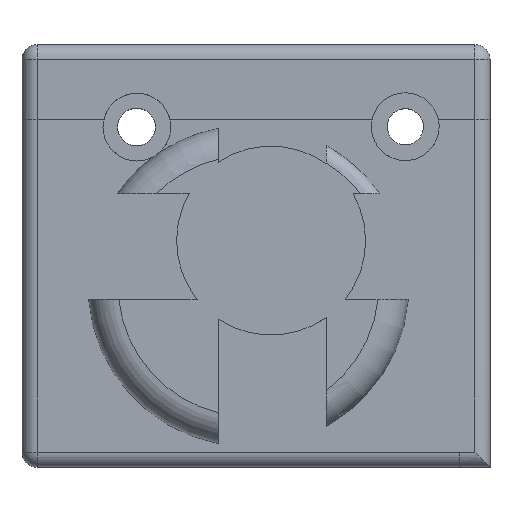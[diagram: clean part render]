
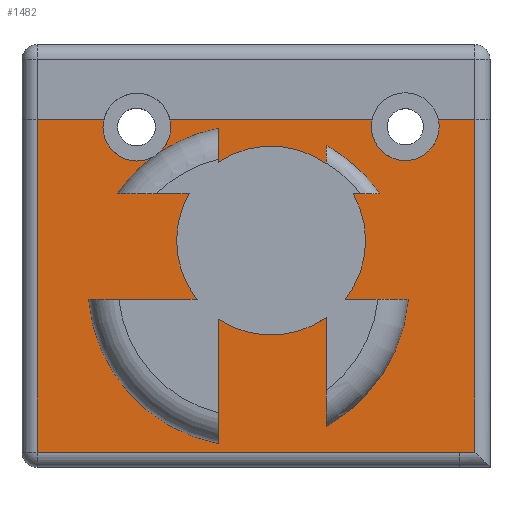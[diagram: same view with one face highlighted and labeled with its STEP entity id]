
A CAD part, top view. The second image highlights one B-rep face of the part: STEP entity #1482.
In plain terms, the highlighted planar face has unit normal (0, 0, 1).
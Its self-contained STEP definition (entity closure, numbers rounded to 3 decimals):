
#68=PLANE('',#1602);
#134=FACE_OUTER_BOUND('',#215,.T.);
#215=EDGE_LOOP('',(#1240,#1241,#1242,#1243,#1244,#1245,#1246,#1247,#1248,
#1249,#1250,#1251,#1252,#1253,#1254,#1255,#1256,#1257,#1258,#1259,#1260,
#1261,#1262,#1263,#1264,#1265,#1266,#1267,#1268));
#286=LINE('',#2209,#438);
#293=LINE('',#2225,#445);
#295=LINE('',#2231,#447);
#326=LINE('',#2313,#478);
#331=LINE('',#2331,#483);
#335=LINE('',#2344,#487);
#336=LINE('',#2347,#488);
#345=LINE('',#2368,#497);
#346=LINE('',#2370,#498);
#347=LINE('',#2372,#499);
#348=LINE('',#2375,#500);
#349=LINE('',#2377,#501);
#350=LINE('',#2379,#502);
#351=LINE('',#2382,#503);
#352=LINE('',#2384,#504);
#353=LINE('',#2386,#505);
#354=LINE('',#2389,#506);
#355=LINE('',#2390,#507);
#356=LINE('',#2392,#508);
#438=VECTOR('',#1762,10.);
#445=VECTOR('',#1775,10.);
#447=VECTOR('',#1779,10.);
#478=VECTOR('',#1866,10.);
#483=VECTOR('',#1887,10.);
#487=VECTOR('',#1903,10.);
#488=VECTOR('',#1908,10.);
#497=VECTOR('',#1937,10.);
#498=VECTOR('',#1938,10.);
#499=VECTOR('',#1939,10.);
#500=VECTOR('',#1942,10.);
#501=VECTOR('',#1943,10.);
#502=VECTOR('',#1944,10.);
#503=VECTOR('',#1947,10.);
#504=VECTOR('',#1948,10.);
#505=VECTOR('',#1949,10.);
#506=VECTOR('',#1952,10.);
#507=VECTOR('',#1953,10.);
#508=VECTOR('',#1954,10.);
#572=CIRCLE('',#1562,2.25);
#573=CIRCLE('',#1563,2.25);
#575=CIRCLE('',#1567,2.25);
#576=CIRCLE('',#1568,2.25);
#577=CIRCLE('',#1569,2.25);
#588=CIRCLE('',#1603,10.63);
#589=CIRCLE('',#1604,10.63);
#590=CIRCLE('',#1605,10.63);
#591=CIRCLE('',#1606,10.63);
#592=CIRCLE('',#1607,10.63);
#657=VERTEX_POINT('',#2203);
#659=VERTEX_POINT('',#2207);
#663=VERTEX_POINT('',#2218);
#665=VERTEX_POINT('',#2223);
#666=VERTEX_POINT('',#2227);
#668=VERTEX_POINT('',#2230);
#679=VERTEX_POINT('',#2273);
#680=VERTEX_POINT('',#2282);
#682=VERTEX_POINT('',#2286);
#683=VERTEX_POINT('',#2289);
#691=VERTEX_POINT('',#2311);
#696=VERTEX_POINT('',#2329);
#699=VERTEX_POINT('',#2343);
#700=VERTEX_POINT('',#2366);
#701=VERTEX_POINT('',#2367);
#702=VERTEX_POINT('',#2369);
#703=VERTEX_POINT('',#2371);
#704=VERTEX_POINT('',#2373);
#705=VERTEX_POINT('',#2376);
#706=VERTEX_POINT('',#2378);
#707=VERTEX_POINT('',#2380);
#708=VERTEX_POINT('',#2383);
#709=VERTEX_POINT('',#2385);
#710=VERTEX_POINT('',#2387);
#711=VERTEX_POINT('',#2391);
#809=EDGE_CURVE('',#657,#659,#286,.T.);
#817=EDGE_CURVE('',#663,#665,#293,.T.);
#819=EDGE_CURVE('',#668,#666,#295,.T.);
#842=EDGE_CURVE('',#679,#657,#572,.T.);
#845=EDGE_CURVE('',#666,#679,#573,.T.);
#849=EDGE_CURVE('',#659,#680,#575,.T.);
#850=EDGE_CURVE('',#682,#663,#576,.T.);
#852=EDGE_CURVE('',#683,#682,#577,.T.);
#864=EDGE_CURVE('',#691,#665,#326,.T.);
#873=EDGE_CURVE('',#696,#691,#331,.T.);
#879=EDGE_CURVE('',#668,#699,#335,.T.);
#881=EDGE_CURVE('',#699,#696,#336,.T.);
#890=EDGE_CURVE('',#700,#701,#345,.T.);
#891=EDGE_CURVE('',#700,#702,#346,.T.);
#892=EDGE_CURVE('',#703,#702,#347,.T.);
#893=EDGE_CURVE('',#704,#703,#588,.T.);
#894=EDGE_CURVE('',#702,#704,#348,.T.);
#895=EDGE_CURVE('',#702,#705,#349,.T.);
#896=EDGE_CURVE('',#706,#705,#350,.T.);
#897=EDGE_CURVE('',#707,#706,#589,.T.);
#898=EDGE_CURVE('',#705,#707,#351,.T.);
#899=EDGE_CURVE('',#705,#708,#352,.T.);
#900=EDGE_CURVE('',#709,#708,#353,.T.);
#901=EDGE_CURVE('',#710,#709,#590,.T.);
#902=EDGE_CURVE('',#708,#710,#354,.T.);
#903=EDGE_CURVE('',#708,#700,#355,.T.);
#904=EDGE_CURVE('',#711,#700,#356,.T.);
#905=EDGE_CURVE('',#683,#711,#591,.T.);
#906=EDGE_CURVE('',#701,#680,#592,.T.);
#1240=ORIENTED_EDGE('',*,*,#890,.F.);
#1241=ORIENTED_EDGE('',*,*,#891,.T.);
#1242=ORIENTED_EDGE('',*,*,#892,.F.);
#1243=ORIENTED_EDGE('',*,*,#893,.F.);
#1244=ORIENTED_EDGE('',*,*,#894,.F.);
#1245=ORIENTED_EDGE('',*,*,#895,.T.);
#1246=ORIENTED_EDGE('',*,*,#896,.F.);
#1247=ORIENTED_EDGE('',*,*,#897,.F.);
#1248=ORIENTED_EDGE('',*,*,#898,.F.);
#1249=ORIENTED_EDGE('',*,*,#899,.T.);
#1250=ORIENTED_EDGE('',*,*,#900,.F.);
#1251=ORIENTED_EDGE('',*,*,#901,.F.);
#1252=ORIENTED_EDGE('',*,*,#902,.F.);
#1253=ORIENTED_EDGE('',*,*,#903,.T.);
#1254=ORIENTED_EDGE('',*,*,#904,.F.);
#1255=ORIENTED_EDGE('',*,*,#905,.F.);
#1256=ORIENTED_EDGE('',*,*,#852,.T.);
#1257=ORIENTED_EDGE('',*,*,#850,.T.);
#1258=ORIENTED_EDGE('',*,*,#817,.T.);
#1259=ORIENTED_EDGE('',*,*,#864,.F.);
#1260=ORIENTED_EDGE('',*,*,#873,.F.);
#1261=ORIENTED_EDGE('',*,*,#881,.F.);
#1262=ORIENTED_EDGE('',*,*,#879,.F.);
#1263=ORIENTED_EDGE('',*,*,#819,.T.);
#1264=ORIENTED_EDGE('',*,*,#845,.T.);
#1265=ORIENTED_EDGE('',*,*,#842,.T.);
#1266=ORIENTED_EDGE('',*,*,#809,.T.);
#1267=ORIENTED_EDGE('',*,*,#849,.T.);
#1268=ORIENTED_EDGE('',*,*,#906,.F.);
#1482=ADVANCED_FACE('',(#134),#68,.T.);
#1562=AXIS2_PLACEMENT_3D('',#2274,#1824,#1825);
#1563=AXIS2_PLACEMENT_3D('',#2277,#1828,#1829);
#1567=AXIS2_PLACEMENT_3D('',#2285,#1838,#1839);
#1568=AXIS2_PLACEMENT_3D('',#2287,#1840,#1841);
#1569=AXIS2_PLACEMENT_3D('',#2290,#1843,#1844);
#1602=AXIS2_PLACEMENT_3D('',#2365,#1935,#1936);
#1603=AXIS2_PLACEMENT_3D('',#2374,#1940,#1941);
#1604=AXIS2_PLACEMENT_3D('',#2381,#1945,#1946);
#1605=AXIS2_PLACEMENT_3D('',#2388,#1950,#1951);
#1606=AXIS2_PLACEMENT_3D('',#2393,#1955,#1956);
#1607=AXIS2_PLACEMENT_3D('',#2394,#1957,#1958);
#1762=DIRECTION('',(-1.,0.,0.));
#1775=DIRECTION('',(-1.,0.,0.));
#1779=DIRECTION('',(-1.,0.,0.));
#1824=DIRECTION('center_axis',(0.,0.,-1.));
#1825=DIRECTION('ref_axis',(1.,0.,0.));
#1828=DIRECTION('center_axis',(0.,0.,-1.));
#1829=DIRECTION('ref_axis',(1.,0.,0.));
#1838=DIRECTION('center_axis',(0.,0.,-1.));
#1839=DIRECTION('ref_axis',(1.,0.,0.));
#1840=DIRECTION('center_axis',(0.,0.,-1.));
#1841=DIRECTION('ref_axis',(1.,0.,0.));
#1843=DIRECTION('center_axis',(0.,0.,-1.));
#1844=DIRECTION('ref_axis',(1.,0.,0.));
#1866=DIRECTION('',(0.,1.,0.));
#1887=DIRECTION('',(-1.,0.,0.));
#1903=DIRECTION('',(0.,-1.,0.));
#1908=DIRECTION('',(-1.,0.,0.));
#1935=DIRECTION('center_axis',(0.,0.,1.));
#1936=DIRECTION('ref_axis',(1.,0.,0.));
#1937=DIRECTION('',(0.,1.,0.));
#1938=DIRECTION('',(1.,0.,0.));
#1939=DIRECTION('',(0.,-1.,0.));
#1940=DIRECTION('center_axis',(0.,0.,1.));
#1941=DIRECTION('ref_axis',(1.,0.,0.));
#1942=DIRECTION('',(1.,0.,0.));
#1943=DIRECTION('',(0.,-1.,0.));
#1944=DIRECTION('',(-1.,0.,0.));
#1945=DIRECTION('center_axis',(0.,0.,1.));
#1946=DIRECTION('ref_axis',(0.84,-0.543,0.));
#1947=DIRECTION('',(0.,-1.,0.));
#1948=DIRECTION('',(-1.,0.,0.));
#1949=DIRECTION('',(0.,1.,0.));
#1950=DIRECTION('center_axis',(0.,0.,1.));
#1951=DIRECTION('ref_axis',(-0.743,-0.669,0.));
#1952=DIRECTION('',(-1.,0.,0.));
#1953=DIRECTION('',(0.,1.,0.));
#1954=DIRECTION('',(1.,0.,0.));
#1955=DIRECTION('center_axis',(0.,0.,1.));
#1956=DIRECTION('ref_axis',(-0.542,0.84,0.));
#1957=DIRECTION('center_axis',(0.,0.,1.));
#1958=DIRECTION('ref_axis',(-0.542,0.84,0.));
#2203=CARTESIAN_POINT('',(18.179,-2.,12.));
#2207=CARTESIAN_POINT('',(4.812,-2.,12.));
#2209=CARTESIAN_POINT('',(9.5,-2.,12.));
#2218=CARTESIAN_POINT('',(0.413,-2.,12.));
#2223=CARTESIAN_POINT('',(-4.,-2.,12.));
#2225=CARTESIAN_POINT('',(9.5,-2.,12.));
#2227=CARTESIAN_POINT('',(22.589,-2.,12.));
#2230=CARTESIAN_POINT('',(25.,-2.,12.));
#2231=CARTESIAN_POINT('',(9.5,-2.,12.));
#2273=CARTESIAN_POINT('',(18.134,-2.447,12.));
#2274=CARTESIAN_POINT('Origin',(20.384,-2.447,12.));
#2277=CARTESIAN_POINT('Origin',(20.384,-2.447,12.));
#2282=CARTESIAN_POINT('',(4.121,-4.144,12.));
#2285=CARTESIAN_POINT('Origin',(2.613,-2.474,12.));
#2286=CARTESIAN_POINT('',(0.363,-2.474,12.));
#2287=CARTESIAN_POINT('Origin',(2.613,-2.474,12.));
#2289=CARTESIAN_POINT('',(3.671,-4.46,12.));
#2290=CARTESIAN_POINT('Origin',(2.613,-2.474,12.));
#2311=CARTESIAN_POINT('',(-4.,-24.,12.));
#2313=CARTESIAN_POINT('',(-4.,5.,12.));
#2329=CARTESIAN_POINT('',(24.,-24.,12.));
#2331=CARTESIAN_POINT('',(-8.5,-24.,12.));
#2343=CARTESIAN_POINT('',(25.,-24.,12.));
#2344=CARTESIAN_POINT('',(25.,-4.,12.));
#2347=CARTESIAN_POINT('',(24.,-24.,12.));
#2365=CARTESIAN_POINT('Origin',(10.,-13.,12.));
#2366=CARTESIAN_POINT('',(8.007,-6.883,12.));
#2367=CARTESIAN_POINT('',(8.007,-2.558,12.));
#2368=CARTESIAN_POINT('',(8.007,-9.942,12.));
#2369=CARTESIAN_POINT('',(15.148,-6.883,12.));
#2370=CARTESIAN_POINT('',(18.694,-6.883,12.));
#2371=CARTESIAN_POINT('',(15.148,-3.7,12.));
#2372=CARTESIAN_POINT('',(15.148,-8.35,12.));
#2373=CARTESIAN_POINT('',(18.694,-6.883,12.));
#2374=CARTESIAN_POINT('Origin',(10.,-13.,12.));
#2375=CARTESIAN_POINT('',(12.574,-6.883,12.));
#2376=CARTESIAN_POINT('',(15.148,-13.886,12.));
#2377=CARTESIAN_POINT('',(15.148,-3.7,12.));
#2378=CARTESIAN_POINT('',(20.593,-13.886,12.));
#2379=CARTESIAN_POINT('',(15.297,-13.886,12.));
#2380=CARTESIAN_POINT('',(15.148,-22.3,12.));
#2381=CARTESIAN_POINT('Origin',(10.,-13.,12.));
#2382=CARTESIAN_POINT('',(15.148,-13.443,12.));
#2383=CARTESIAN_POINT('',(8.007,-13.886,12.));
#2384=CARTESIAN_POINT('',(20.593,-13.886,12.));
#2385=CARTESIAN_POINT('',(8.007,-23.442,12.));
#2386=CARTESIAN_POINT('',(8.007,-18.221,12.));
#2387=CARTESIAN_POINT('',(-0.593,-13.886,12.));
#2388=CARTESIAN_POINT('Origin',(10.,-13.,12.));
#2389=CARTESIAN_POINT('',(9.004,-13.886,12.));
#2390=CARTESIAN_POINT('',(8.007,-2.558,12.));
#2391=CARTESIAN_POINT('',(1.306,-6.883,12.));
#2392=CARTESIAN_POINT('',(5.653,-6.883,12.));
#2393=CARTESIAN_POINT('Origin',(10.,-13.,12.));
#2394=CARTESIAN_POINT('Origin',(10.,-13.,12.));
